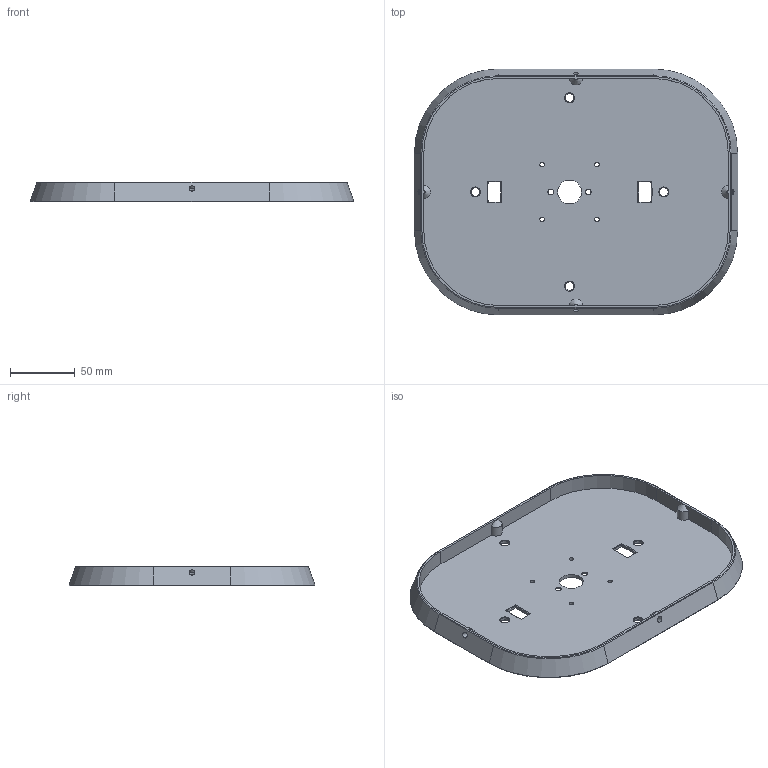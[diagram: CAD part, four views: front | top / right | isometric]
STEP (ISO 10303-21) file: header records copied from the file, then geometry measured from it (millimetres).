
FILE_DESCRIPTION(/* description */ ('STEP AP242','CAx-IF Rec.Pracs.---Representation and Presentation of Product Manufacturing Information (PMI)---4.0---2014-10-13','CAx-IF Rec.Pracs.---3D Tessellated Geometry---0.4---2014-09-14','2;1'),/* implementation_level */ '2;1');
FILE_NAME(/* name */ '689ac7679bdfb2307431bf32',/* time_stamp */ '2025-08-12T04:47:35Z',/* author */ (''),/* organization */ (''),/* preprocessor_version */ 'ST-DEVELOPER v20',/* originating_system */ 'ONSHAPE BY PTC INC, 1.202',/* authorisation */ ' ');
FILE_SCHEMA (('AP242_MANAGED_MODEL_BASED_3D_ENGINEERING_MIM_LF { 1 0 10303 442 1 1 4 }'));
Length unit declared in the file: metre
Products named in the file (1): Base Plate
Bounding box: 250.58 x 190.58 x 15 mm (x, y, z)
Volume: 166907.5 mm3; surface area: 104332.8 mm2
Topology: 1 solids, 1 shells, 100 faces, 253 edges, 156 vertices
Faces by surface type: plane 41, cone 34, cylinder 25
Full cylindrical faces by diameter (mm): 3.5 x4, 4.5 x6, 6.756 x4, 18.5 x1
Entity records: 2822 total; most frequent: DIRECTION 490, CARTESIAN_POINT 485, ORIENTED_EDGE 424, EDGE_CURVE 212, AXIS2_PLACEMENT_3D 185, FACE_BOUND 160, EDGE_LOOP 156, VERTEX_POINT 148
